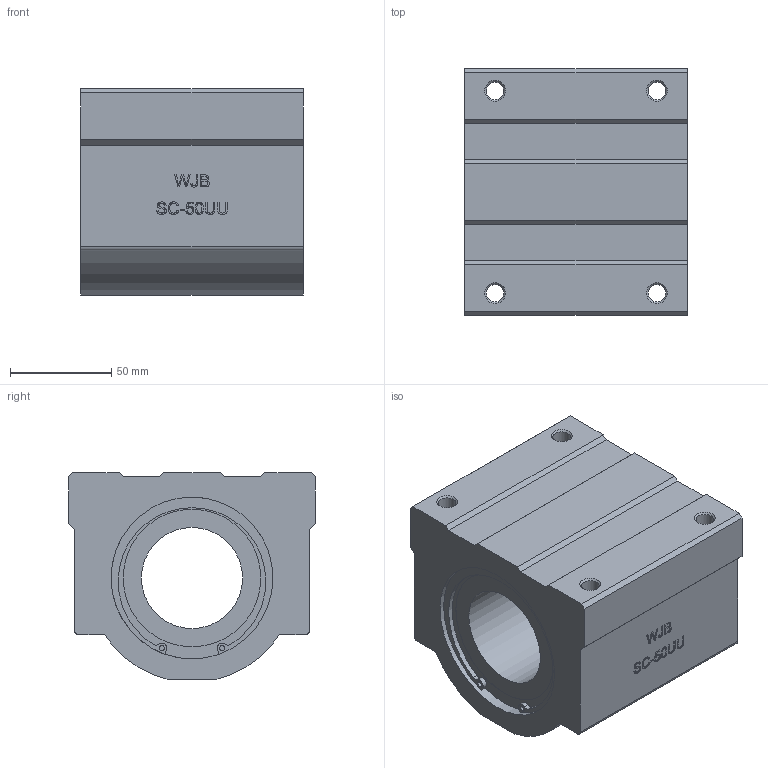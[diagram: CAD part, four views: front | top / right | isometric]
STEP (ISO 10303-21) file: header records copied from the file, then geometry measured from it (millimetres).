
FILE_DESCRIPTION(/* description */ (''),/* implementation_level */ '2;1');
FILE_NAME(/* name */ 'WJB-SC50UU.stp',/* time_stamp */ '2018-11-25T22:12:32+08:00',/* author */ (''),/* organization */ (''),/* preprocessor_version */ 'ST-DEVELOPER v11',/* originating_system */ 'SIEMENS UGS NX 6.0',/* authorisation */ '');
FILE_SCHEMA (('CONFIG_CONTROL_DESIGN'));
Length unit declared in the file: millimetre
Products named in the file (1): WJB-SC50UU
Bounding box: 110 x 122 x 102 mm (x, y, z)
Volume: 923834.4 mm3; surface area: 94124.5 mm2
Topology: 3 solids, 3 shells, 237 faces, 591 edges, 394 vertices
Faces by surface type: plane 134, extrusion 68, cylinder 31, cone 4
Full cylindrical faces by diameter (mm): 2.5 x4, 8.7 x4, 50 x1, 68 x2, 76.5 x2, 80 x4
Entity records: 8952 total; most frequent: CARTESIAN_POINT 3626, ORIENTED_EDGE 1128, DIRECTION 836, EDGE_CURVE 564, VERTEX_POINT 388, VECTOR 360, EDGE_LOOP 306, LINE 292
